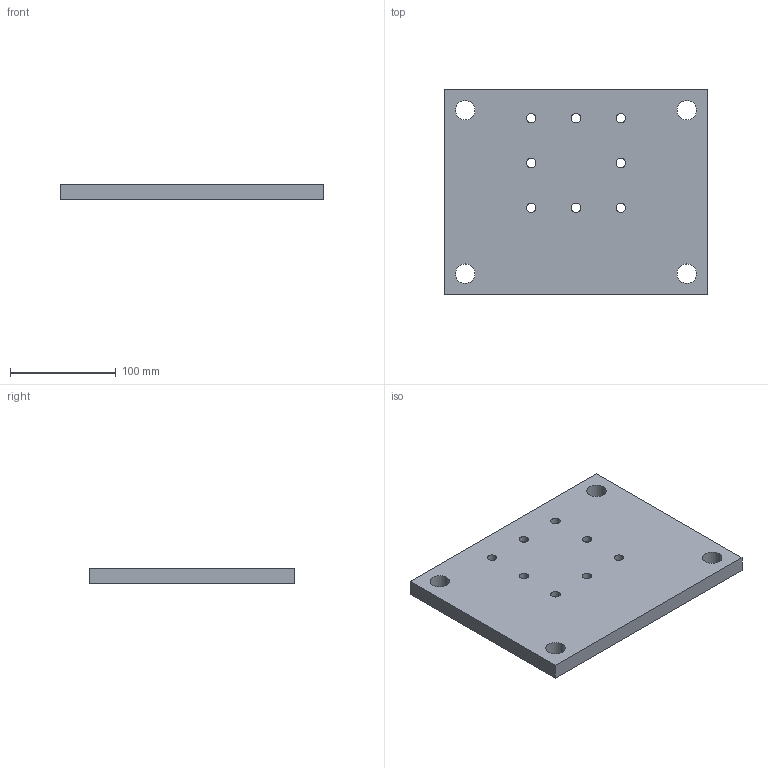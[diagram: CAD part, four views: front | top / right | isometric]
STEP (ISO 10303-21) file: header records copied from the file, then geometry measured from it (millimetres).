
FILE_DESCRIPTION(('Creo Elements/Direct Modeling STEP Export'),'2;1');
FILE_NAME('11.0230_Sockelplatte-MMS-11_250x195x15-seitlich-(P-100-100).stp','2022-03-18T14:17:00',(''),(''),'PTC Creo Elements/Direct Modeling STEP processor for AP214 (Solid Model)','PTC Creo Elements/Direct Modeling 19.0C 15-Aug-2015 (C) Parametric Technology GmbH','');
FILE_SCHEMA(('AUTOMOTIVE_DESIGN { 1 0 10303 214 1 1 1 1 }'));
Length unit declared in the file: millimetre
Products named in the file (1): Sockelplatte-MMS-11_250x195x15-seitlich-P-100-100_11.0230_PX176276
Bounding box: 250 x 195 x 15 mm (x, y, z)
Volume: 699344.8 mm3; surface area: 115919 mm2
Topology: 1 solids, 1 shells, 54 faces, 132 edges, 88 vertices
Faces by surface type: cylinder 40, plane 14
Entity records: 1506 total; most frequent: ORIENTED_EDGE 264, DIRECTION 242, CARTESIAN_POINT 235, EDGE_CURVE 132, AXIS2_PLACEMENT_3D 95, VERTEX_POINT 88, EDGE_LOOP 86, FACE_OUTER_BOUND 54
